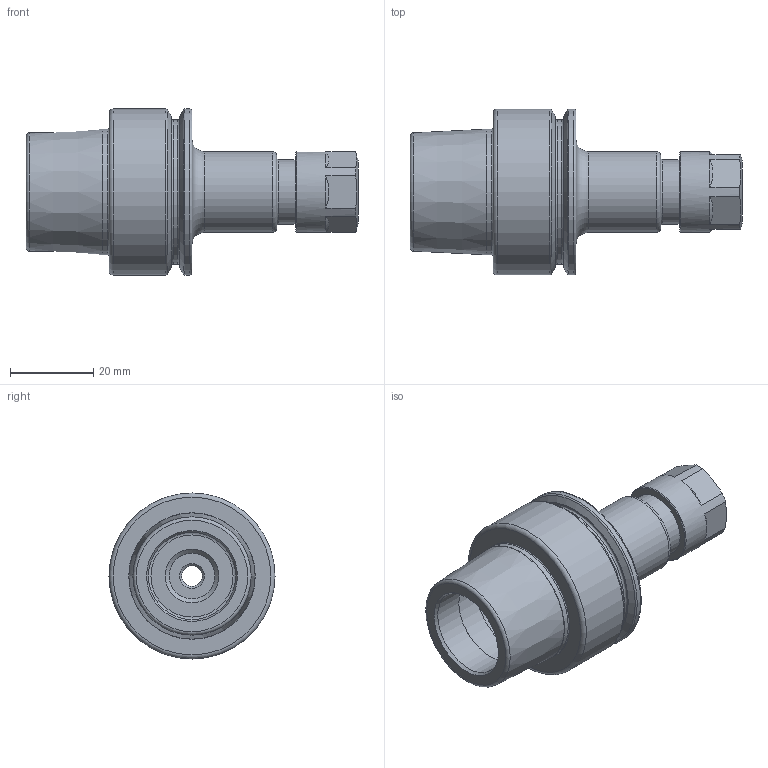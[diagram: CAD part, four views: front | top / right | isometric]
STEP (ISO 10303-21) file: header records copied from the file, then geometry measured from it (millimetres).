
FILE_DESCRIPTION(/* description */ (''),/* implementation_level */ '2;1');
FILE_NAME(/* name */ 'HSK040E-SX06-060.stp',/* time_stamp */ '2019-02-28T11:37:59-06:00',/* author */ ('Lee'),/* organization */ ('Pioneer N.A.'),/* preprocessor_version */ 'ST-DEVELOPER v17',/* originating_system */ 'Autodesk Inventor LT',/* authorisation */ '');
FILE_SCHEMA (('AUTOMOTIVE_DESIGN { 1 0 10303 214 3 1 1 }'));
Length unit declared in the file: millimetre
Products named in the file (1): HSK040E-SX06-060
Bounding box: 80 x 40 x 40 mm (x, y, z)
Volume: 34065.2 mm3; surface area: 13478.6 mm2
Topology: 1 solids, 1 shells, 90 faces, 271 edges, 200 vertices
Faces by surface type: plane 31, cone 22, cylinder 20, torus 17
Full cylindrical faces by diameter (mm): 5 x1, 6.8 x1, 8.2 x1, 8.5 x1, 8.8 x1, 11 x2, 13 x1, 15.5 x1, 15.8 x1, 16.2 x1, 19.5 x2, 21 x2, 25.5 x1, 30.208 x1, 34.8 x1, 40 x2
Entity records: 3281 total; most frequent: DIRECTION 632, CARTESIAN_POINT 600, ORIENTED_EDGE 542, AXIS2_PLACEMENT_3D 289, EDGE_CURVE 271, VERTEX_POINT 200, CIRCLE 198, EDGE_LOOP 109
